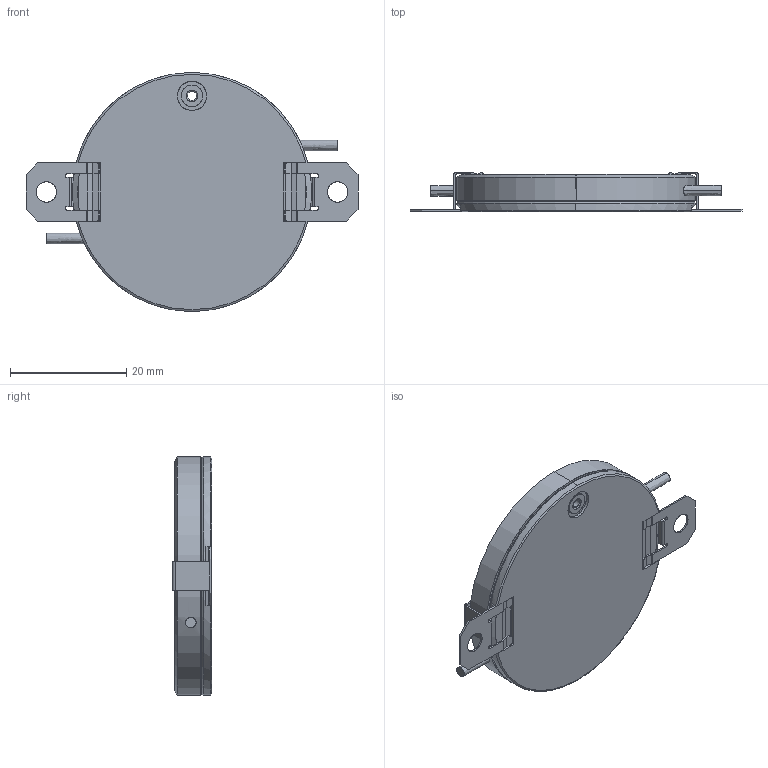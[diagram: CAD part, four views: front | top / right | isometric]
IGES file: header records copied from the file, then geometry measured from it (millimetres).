
Start section: SolidWorks IGES file using analytic representation for surfaces
Global section: file name: 1919SC_3D.IGS; native system: SolidWorks 2016; preprocessor: SolidWorks 2016; author: oplux440; date: 220909.173049; units: millimetre
Bounding box: 57 x 6.8 x 41 mm (x, y, z)
Surface area: 6518.7 mm2 (no closed solid volume)
Topology: 0 solids, 0 shells, 215 faces, 2505 edges, 2505 vertices
Faces by surface type: bspline 123, revolution 92
